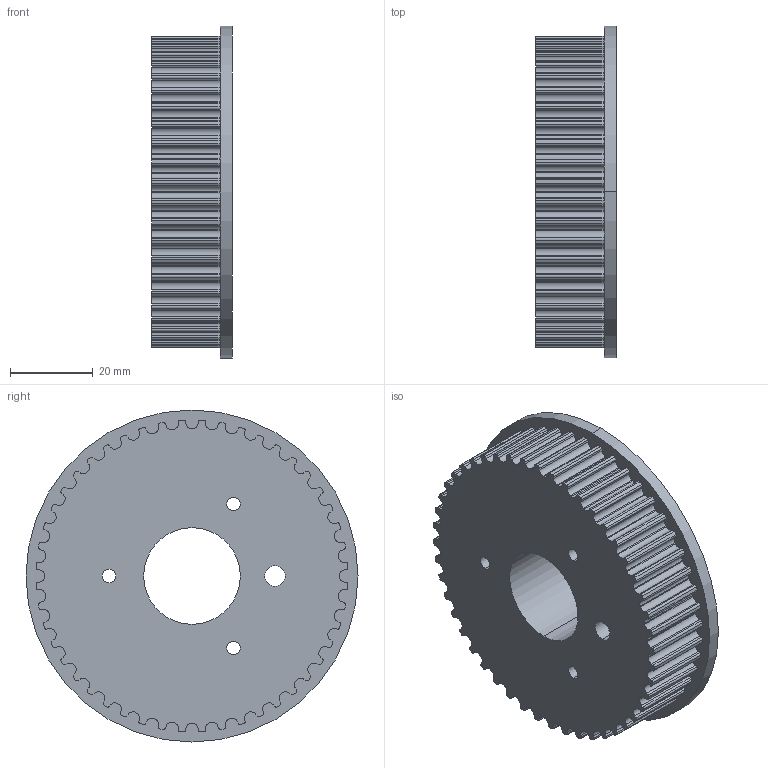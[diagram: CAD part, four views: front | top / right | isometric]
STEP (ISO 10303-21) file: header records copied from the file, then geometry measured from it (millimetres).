
FILE_DESCRIPTION (( 'STEP AP214' ), '1' );
FILE_NAME ('602048teethPully.STEP', '2024-06-15T16:31:50', ( '' ), ( '' ), 'SwSTEP 2.0', 'SolidWorks 2022', '' );
FILE_SCHEMA (( 'AUTOMOTIVE_DESIGN' ));
Length unit declared in the file: millimetre
Products named in the file (1): 602048teethPully
Bounding box: 19.5 x 80 x 80 mm (x, y, z)
Volume: 74930.6 mm3; surface area: 17925.3 mm2
Topology: 1 solids, 1 shells, 399 faces, 1188 edges, 792 vertices
Faces by surface type: cylinder 252, plane 147
Entity records: 17884 total; most frequent: DIRECTION 2492, CARTESIAN_POINT 2380, ORIENTED_EDGE 2376, EDGE_CURVE 1188, AXIS2_PLACEMENT_3D 904, VERTEX_POINT 792, VECTOR 684, LINE 684
